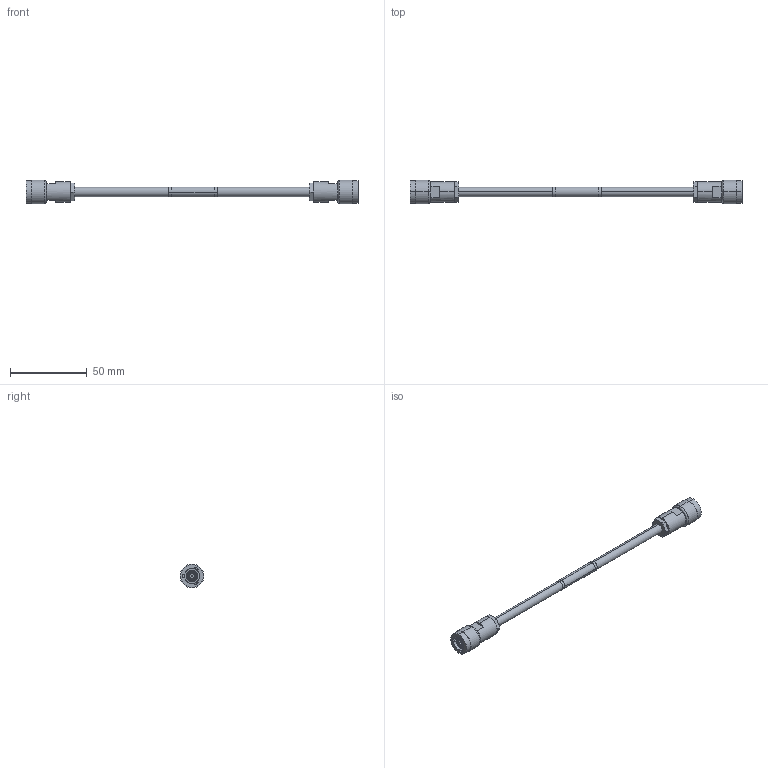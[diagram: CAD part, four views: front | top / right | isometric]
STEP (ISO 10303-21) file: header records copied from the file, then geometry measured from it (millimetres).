
FILE_DESCRIPTION (( 'STEP AP214' ), '1' );
FILE_NAME ('FM3MSA00566_3D.step', '2023-08-29T21:23:41', ( '' ), ( '' ), 'SwSTEP 2.0', 'SolidWorks 2022', '' );
FILE_SCHEMA (( 'AUTOMOTIVE_DESIGN' ));
Length unit declared in the file: inch
Products named in the file (7): Copy of 10-09030-XXX-MA2^Copy of 10-09030-XXX_FM3MSA00566; FM3MSA00566_3D; Copy of 10-09030-XXX-MA3^Copy of 10-09030-XXX_FM3MSA00566; Copy of 30-02001^FM3MSA00566_6"; Copy of 10-09030-XXX-MA1^Copy of 10-09030-XXX_FM3MSA00566; Copy of 10-09030-XXX^FM3MSA00566; Copy of 1AW01-003^FM3MSA00566_.25" x .75" long
Assembly tree (7 placements, depth 3):
  FM3MSA00566_3D
    Copy of 30-02001^FM3MSA00566_6"
    Copy of 10-09030-XXX^FM3MSA00566  x2
      Copy of 10-09030-XXX-MA1^Copy of 10-09030-XXX_FM3MSA00566
      Copy of 10-09030-XXX-MA2^Copy of 10-09030-XXX_FM3MSA00566
      Copy of 10-09030-XXX-MA3^Copy of 10-09030-XXX_FM3MSA00566
    Copy of 1AW01-003^FM3MSA00566_.25" x .75" long
Bounding box: 215.9 x 15.24 x 15.24 mm (x, y, z)
Volume: 12904.4 mm3; surface area: 11754 mm2
Topology: 8 solids, 9 shells, 394 faces, 978 edges, 624 vertices
Faces by surface type: plane 146, cylinder 130, cone 56, torus 32, bspline 30
Entity records: 8285 total; most frequent: CARTESIAN_POINT 2726, ORIENTED_EDGE 992, DIRECTION 982, EDGE_CURVE 496, AXIS2_PLACEMENT_3D 392, VERTEX_POINT 318, EDGE_LOOP 222, FACE_OUTER_BOUND 203
